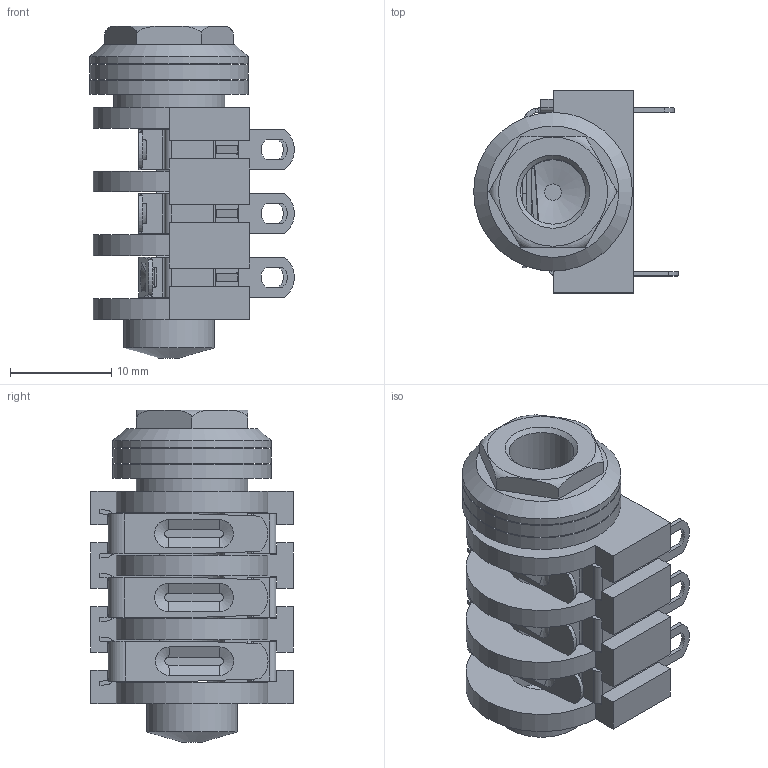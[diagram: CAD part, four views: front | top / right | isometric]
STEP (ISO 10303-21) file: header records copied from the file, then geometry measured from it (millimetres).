
FILE_DESCRIPTION((''),'2;1');
FILE_NAME('ACJS-IHS.stp','2016-08-30T18:06:12',('minh'),(''),'Autodesk Inventor 2012','Autodesk Inventor 2012','');
FILE_SCHEMA(('AUTOMOTIVE_DESIGN { 1 0 10303 214 1 1 1 1 }'));
Length unit declared in the file: inch
Products named in the file (1): ACJS-IHS_Shrinkwrap_1
Bounding box: 20.24 x 20 x 32.85 mm (x, y, z)
Surface area: 5103.5 mm2 (no closed solid volume)
Topology: 0 solids, 10 shells, 366 faces, 1890 edges, 1464 vertices
Faces by surface type: plane 252, cylinder 99, cone 14, torus 1
Full cylindrical faces by diameter (mm): 6.43 x2, 9 x1, 11 x1, 15.7 x3
Entity records: 19015 total; most frequent: CARTESIAN_POINT 4275, DIRECTION 2871, ORIENTED_EDGE 2780, EDGE_CURVE 1874, VECTOR 1477, LINE 1477, VERTEX_POINT 1463, AXIS2_PLACEMENT_3D 697
